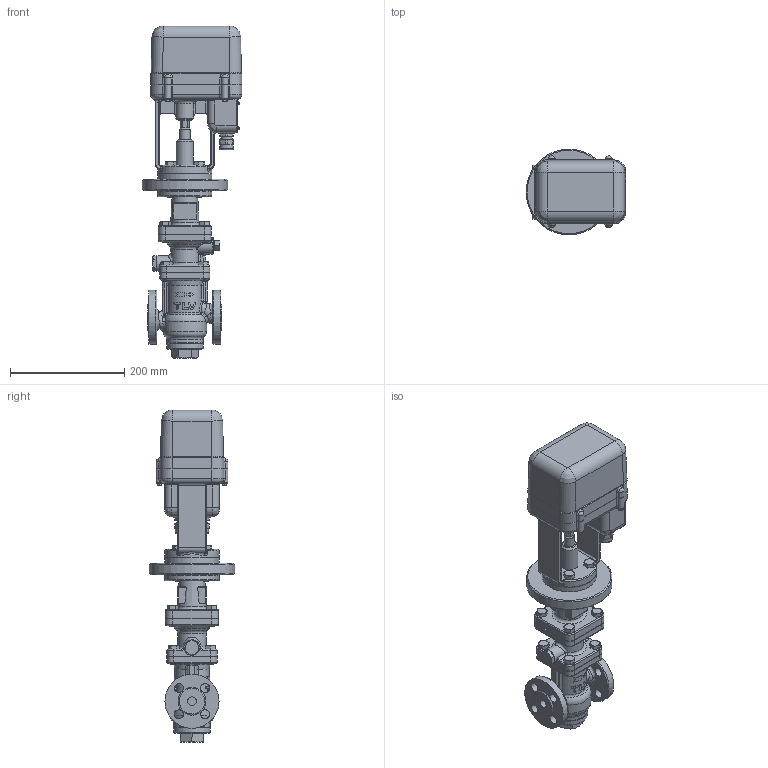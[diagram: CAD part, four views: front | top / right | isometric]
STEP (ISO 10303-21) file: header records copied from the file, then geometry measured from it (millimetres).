
FILE_DESCRIPTION((''),'2;1');
FILE_NAME('ccr16-015-e0025-00.stp','2009-08-27T13:23:48',('nakaot'),(''),'Autodesk Inventor 2008','Autodesk Inventor 2008','');
FILE_SCHEMA(('AUTOMOTIVE_DESIGN { 1 0 10303 214 1 1 1 1 }'));
Length unit declared in the file: millimetre
Products named in the file (1): ccr16-015-e0025-00
Bounding box: 175 x 150 x 582 mm (x, y, z)
Volume: 4500480.9 mm3; surface area: 412251.7 mm2
Topology: 1 solids, 3 shells, 1229 faces, 2882 edges, 1716 vertices
Faces by surface type: plane 472, cylinder 276, bspline 269, cone 140, torus 60, sphere 12
Full cylindrical faces by diameter (mm): 2.459 x4, 4.6 x4, 5.3 x4, 7 x4, 10 x24, 15 x2, 18 x1, 20 x2, 23 x1, 24 x2, 27 x1, 30 x2, 32 x1, 45 x1, 50 x1, 64 x2, 67.531 x1, 67.717 x1, 95 x5, 150 x1
Entity records: 64674 total; most frequent: CARTESIAN_POINT 39207, ORIENTED_EDGE 5376, DIRECTION 4939, EDGE_CURVE 2688, AXIS2_PLACEMENT_3D 1966, VERTEX_POINT 1673, EDGE_LOOP 1489, FACE_OUTER_BOUND 1229
